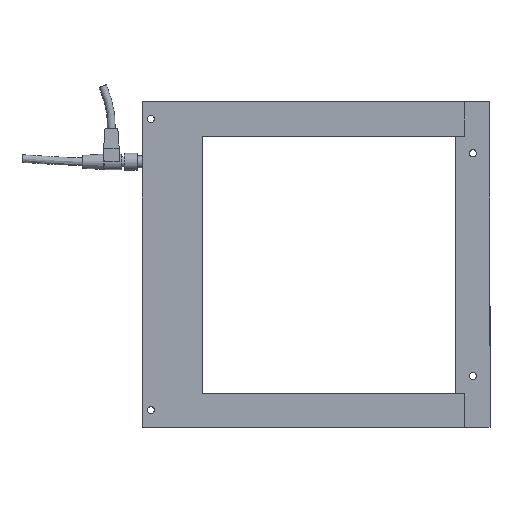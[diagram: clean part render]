
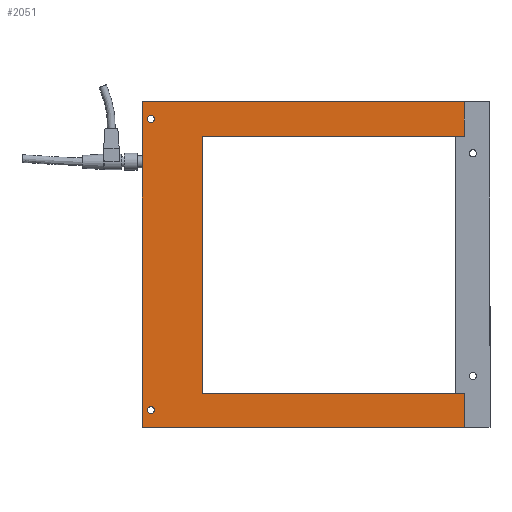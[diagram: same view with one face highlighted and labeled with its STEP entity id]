
A CAD part, top view. The second image highlights one B-rep face of the part: STEP entity #2051.
In plain terms, the highlighted planar face has unit normal (0, 0, 1).
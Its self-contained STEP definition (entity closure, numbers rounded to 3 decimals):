
#170=LINE($,#3240,#344);
#174=LINE($,#3250,#348);
#181=LINE($,#3261,#355);
#184=LINE($,#3267,#358);
#187=LINE($,#3273,#361);
#190=LINE($,#3278,#364);
#192=LINE($,#3283,#366);
#195=LINE($,#3288,#369);
#344=VECTOR($,#2618,190.);
#348=VECTOR($,#2626,153.);
#355=VECTOR($,#2635,150.);
#358=VECTOR($,#2640,153.);
#361=VECTOR($,#2645,20.);
#364=VECTOR($,#2650,188.);
#366=VECTOR($,#2656,188.);
#369=VECTOR($,#2661,20.);
#472=PLANE($,#2220);
#535=FACE_BOUND($,#822,.T.);
#536=FACE_BOUND($,#823,.T.);
#659=FACE_OUTER_BOUND($,#821,.T.);
#821=EDGE_LOOP($,(#1731,#1732,#1733,#1734,#1735,#1736,#1737,#1738));
#822=EDGE_LOOP($,(#1739));
#823=EDGE_LOOP($,(#1740));
#941=CIRCLE($,#2129,2.1);
#943=CIRCLE($,#2132,2.1);
#1005=VERTEX_POINT($,#2957);
#1007=VERTEX_POINT($,#2962);
#1099=VERTEX_POINT($,#3238);
#1100=VERTEX_POINT($,#3239);
#1103=VERTEX_POINT($,#3248);
#1104=VERTEX_POINT($,#3249);
#1107=VERTEX_POINT($,#3260);
#1109=VERTEX_POINT($,#3266);
#1111=VERTEX_POINT($,#3272);
#1113=VERTEX_POINT($,#3282);
#1191=EDGE_CURVE($,#1005,#1005,#941,.T.);
#1193=EDGE_CURVE($,#1007,#1007,#943,.T.);
#1318=EDGE_CURVE($,#1099,#1100,#170,.T.);
#1322=EDGE_CURVE($,#1103,#1104,#174,.T.);
#1329=EDGE_CURVE($,#1104,#1107,#181,.T.);
#1332=EDGE_CURVE($,#1107,#1109,#184,.T.);
#1335=EDGE_CURVE($,#1109,#1111,#187,.T.);
#1338=EDGE_CURVE($,#1111,#1099,#190,.T.);
#1340=EDGE_CURVE($,#1100,#1113,#192,.T.);
#1343=EDGE_CURVE($,#1113,#1103,#195,.T.);
#1731=ORIENTED_EDGE($,*,*,#1322,.F.);
#1732=ORIENTED_EDGE($,*,*,#1343,.F.);
#1733=ORIENTED_EDGE($,*,*,#1340,.F.);
#1734=ORIENTED_EDGE($,*,*,#1318,.F.);
#1735=ORIENTED_EDGE($,*,*,#1338,.F.);
#1736=ORIENTED_EDGE($,*,*,#1335,.F.);
#1737=ORIENTED_EDGE($,*,*,#1332,.F.);
#1738=ORIENTED_EDGE($,*,*,#1329,.F.);
#1739=ORIENTED_EDGE($,*,*,#1193,.T.);
#1740=ORIENTED_EDGE($,*,*,#1191,.T.);
#2051=ADVANCED_FACE($,(#659,#535,#536),#472,.T.);
#2129=AXIS2_PLACEMENT_3D($,#2958,#2349,#2350);
#2132=AXIS2_PLACEMENT_3D($,#2963,#2355,#2356);
#2220=AXIS2_PLACEMENT_3D($,#3290,#2663,#2664);
#2349=DIRECTION('center_axis',(0.,0.,-1.));
#2350=DIRECTION('ref_axis',(-1.,0.,0.));
#2355=DIRECTION('center_axis',(0.,0.,-1.));
#2356=DIRECTION('ref_axis',(-1.,0.,0.));
#2618=DIRECTION($,(0.,1.,0.));
#2626=DIRECTION($,(-1.,0.,0.));
#2635=DIRECTION($,(0.,-1.,0.));
#2640=DIRECTION($,(1.,0.,0.));
#2645=DIRECTION($,(0.,-1.,0.));
#2650=DIRECTION($,(-1.,0.,0.));
#2656=DIRECTION($,(1.,0.,0.));
#2661=DIRECTION($,(0.,-1.,0.));
#2663=DIRECTION('center_axis',(0.,0.,1.));
#2664=DIRECTION('ref_axis',(1.,0.,0.));
#2957=CARTESIAN_POINT('',(-10.911,-125.437,20.));
#2958=CARTESIAN_POINT('Origin',(-13.011,-125.437,20.));
#2962=CARTESIAN_POINT('',(-10.911,44.563,20.));
#2963=CARTESIAN_POINT('Origin',(-13.011,44.563,20.));
#3238=CARTESIAN_POINT('',(-18.011,-135.437,20.));
#3239=CARTESIAN_POINT('',(-18.011,54.563,20.));
#3240=CARTESIAN_POINT($,(-18.011,-135.437,20.));
#3248=CARTESIAN_POINT('',(169.989,34.563,20.));
#3249=CARTESIAN_POINT('',(16.989,34.563,20.));
#3250=CARTESIAN_POINT($,(169.989,34.563,20.));
#3260=CARTESIAN_POINT('',(16.989,-115.437,20.));
#3261=CARTESIAN_POINT($,(16.989,34.563,20.));
#3266=CARTESIAN_POINT('',(169.989,-115.437,20.));
#3267=CARTESIAN_POINT($,(16.989,-115.437,20.));
#3272=CARTESIAN_POINT('',(169.989,-135.437,20.));
#3273=CARTESIAN_POINT($,(169.989,-115.437,20.));
#3278=CARTESIAN_POINT($,(169.989,-135.437,20.));
#3282=CARTESIAN_POINT('',(169.989,54.563,20.));
#3283=CARTESIAN_POINT($,(-18.011,54.563,20.));
#3288=CARTESIAN_POINT($,(169.989,54.563,20.));
#3290=CARTESIAN_POINT('Origin',(59.421,-40.437,20.));
